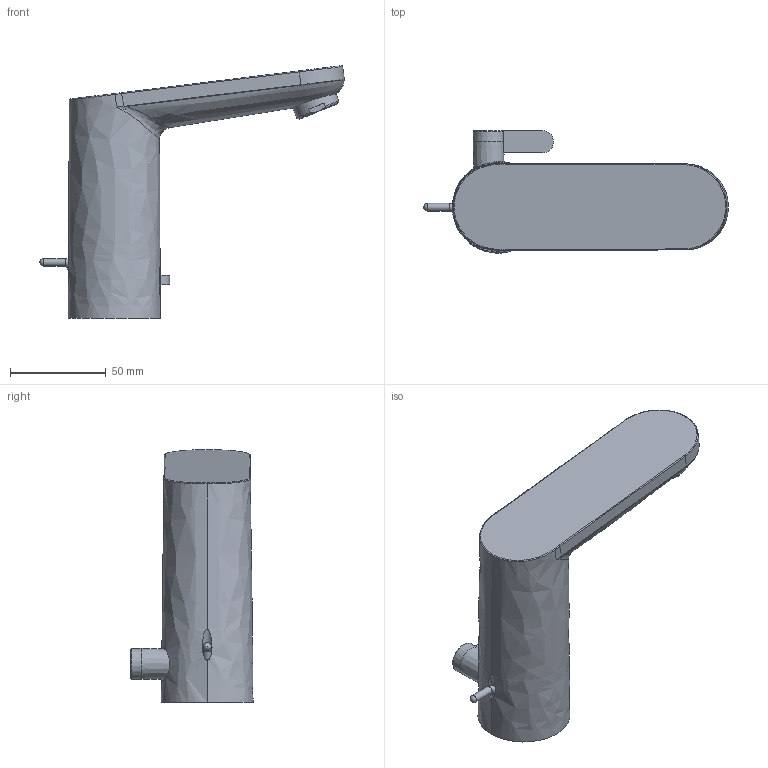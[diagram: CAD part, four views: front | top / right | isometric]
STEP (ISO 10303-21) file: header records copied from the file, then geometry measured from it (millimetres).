
FILE_DESCRIPTION(/* description */ ('Unknown'),/* implementation_level */ '2;1');
FILE_NAME(/* name */ '36331001',/* time_stamp */ '2022-09-09T13:25:43+02:00',/* author */ ('Unknown'),/* organization */ ('GROHE AG'),/* preprocessor_version */ 'ST-DEVELOPER v16.7',/* originating_system */ 'DEX',/* authorisation */ $);
FILE_SCHEMA (('AUTOMOTIVE_DESIGN {1 0 10303 214 3 1 1}'));
Length unit declared in the file: millimetre
Products named in the file (6): 36331001; -oa0_0; -oa0_1; -oa0_2; -oa0_3; -oa0_4
Assembly tree (5 placements, depth 2):
  36331001
    -oa0_0
    -oa0_1
    -oa0_2
    -oa0_3
    -oa0_4
Bounding box: 158.69 x 63.72 x 131.62 mm (x, y, z)
Volume: 100211.1 mm3; surface area: 68785.2 mm2
Topology: 5 solids, 7 shells, 500 faces, 1315 edges, 823 vertices
Faces by surface type: plane 248, cylinder 118, bspline 89, sphere 24, cone 14, torus 7
Full cylindrical faces by diameter (mm): 4 x3, 5 x1, 17 x1, 20.9 x1, 22.4 x2, 23.6 x2, 24 x1, 24.5 x1, 29.6 x1
Entity records: 22869 total; most frequent: CARTESIAN_POINT 11119, ORIENTED_EDGE 2516, DIRECTION 1930, EDGE_CURVE 1258, VERTEX_POINT 815, LINE 704, VECTOR 704, AXIS2_PLACEMENT_3D 613
